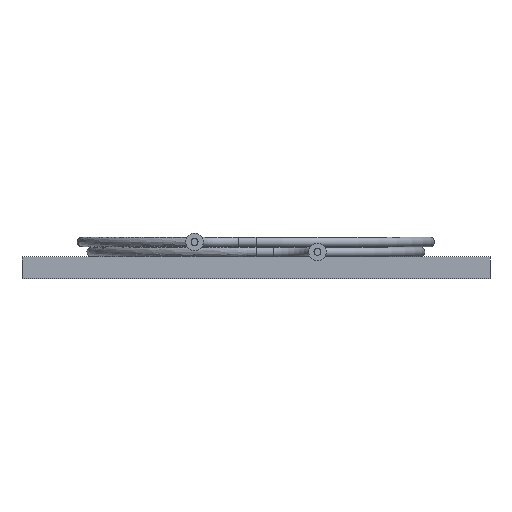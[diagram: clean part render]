
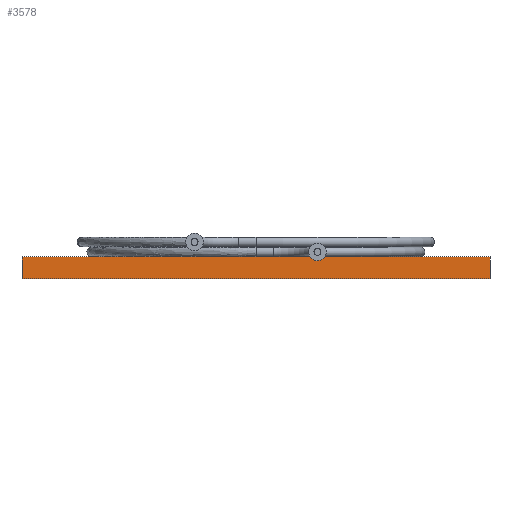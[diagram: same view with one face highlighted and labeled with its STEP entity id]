
A CAD part, front view. The second image highlights one B-rep face of the part: STEP entity #3578.
In plain terms, the highlighted planar face has unit normal (0, -1, 0).
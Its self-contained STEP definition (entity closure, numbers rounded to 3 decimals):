
#92=LINE('',#9428,#232);
#93=LINE('',#9430,#233);
#94=LINE('',#9432,#234);
#95=LINE('',#9434,#235);
#232=VECTOR('',#4092,1000.);
#233=VECTOR('',#4095,1000.);
#234=VECTOR('',#4096,1000.);
#235=VECTOR('',#4097,1000.);
#561=PLANE('',#3756);
#955=ORIENTED_EDGE('',*,*,#1456,.F.);
#956=ORIENTED_EDGE('',*,*,#1455,.F.);
#957=ORIENTED_EDGE('',*,*,#1457,.T.);
#958=ORIENTED_EDGE('',*,*,#1458,.T.);
#1455=EDGE_CURVE('',#1744,#1742,#92,.T.);
#1456=EDGE_CURVE('',#1742,#1745,#93,.T.);
#1457=EDGE_CURVE('',#1744,#1746,#94,.T.);
#1458=EDGE_CURVE('',#1746,#1745,#95,.T.);
#1742=VERTEX_POINT('',#9423);
#1744=VERTEX_POINT('',#9427);
#1745=VERTEX_POINT('',#9431);
#1746=VERTEX_POINT('',#9433);
#2029=EDGE_LOOP('',(#955,#956,#957,#958));
#2284=FACE_BOUND('',#2029,.T.);
#3578=ADVANCED_FACE('',(#2284),#561,.T.);
#3756=AXIS2_PLACEMENT_3D('',#9429,#4093,#4094);
#4092=DIRECTION('',(0.,0.,1.));
#4093=DIRECTION('',(0.,-1.,0.));
#4094=DIRECTION('',(1.,0.,0.));
#4095=DIRECTION('',(1.,0.,0.));
#4096=DIRECTION('',(1.,0.,0.));
#4097=DIRECTION('',(0.,0.,1.));
#9423=CARTESIAN_POINT('',(-26.65,-26.65,0.));
#9427=CARTESIAN_POINT('',(-26.65,-26.65,-2.5));
#9428=CARTESIAN_POINT('',(-26.65,-26.65,-2.5));
#9429=CARTESIAN_POINT('',(-26.65,-26.65,-2.5));
#9430=CARTESIAN_POINT('',(-26.65,-26.65,0.));
#9431=CARTESIAN_POINT('',(26.65,-26.65,0.));
#9432=CARTESIAN_POINT('',(-26.65,-26.65,-2.5));
#9433=CARTESIAN_POINT('',(26.65,-26.65,-2.5));
#9434=CARTESIAN_POINT('',(26.65,-26.65,-2.5));
